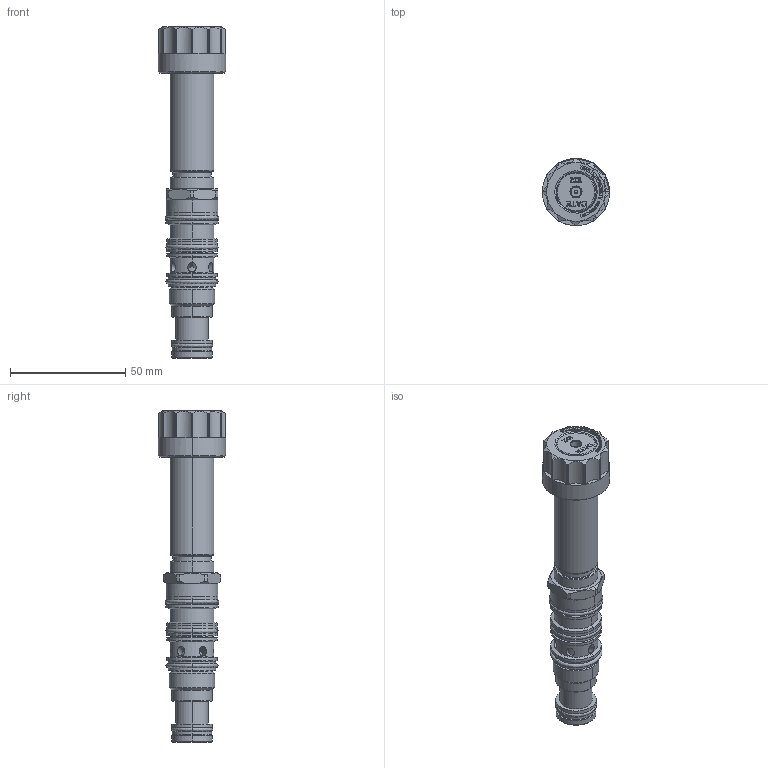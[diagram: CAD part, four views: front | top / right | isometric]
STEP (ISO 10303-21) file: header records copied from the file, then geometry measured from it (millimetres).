
FILE_DESCRIPTION((''),'2;1');
FILE_NAME('PSDP-MDN_PRT','2014-11-12T',('Administrator'),(''),'PRO/ENGINEER BY PARAMETRIC TECHNOLOGY CORPORATION, 2006240','PRO/ENGINEER BY PARAMETRIC TECHNOLOGY CORPORATION, 2006240','');
FILE_SCHEMA(('CONFIG_CONTROL_DESIGN'));
Length unit declared in the file: inch
Products named in the file (1): PSDP-MDN_PRT
Bounding box: 29.21 x 29.21 x 143.83 mm (x, y, z)
Volume: 37712.3 mm3; surface area: 22337.8 mm2
Topology: 7 solids, 8 shells, 1086 faces, 2749 edges, 1761 vertices
Faces by surface type: plane 662, cylinder 221, torus 102, cone 79, revolution 18, bspline 4
Entity records: 36285 total; most frequent: CARTESIAN_POINT 9786, ORIENTED_EDGE 5494, DIRECTION 5422, EDGE_CURVE 2747, VECTOR 1928, LINE 1928, VERTEX_POINT 1761, AXIS2_PLACEMENT_3D 1738
